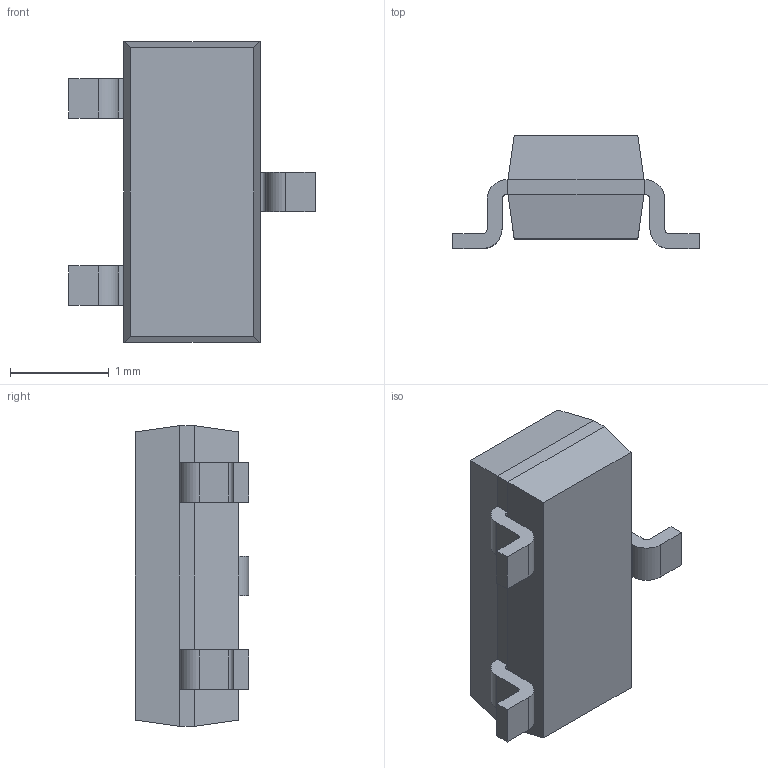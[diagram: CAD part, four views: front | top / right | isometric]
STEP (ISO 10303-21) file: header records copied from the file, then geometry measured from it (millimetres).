
FILE_DESCRIPTION (( 'STEP AP214' ), '1' );
FILE_NAME ('BC807.STEP', '2024-09-20T07:46:00', ( 'LENOVO' ), ( '' ), 'SwSTEP 2.0', 'SolidWorks 2021', '' );
FILE_SCHEMA (( 'AUTOMOTIVE_DESIGN' ));
Length unit declared in the file: millimetre
Products named in the file (1): BC807
Bounding box: 2.5 x 1.15 x 3.05 mm (x, y, z)
Volume: 4.4 mm3; surface area: 20.1 mm2
Topology: 4 solids, 4 shells, 56 faces, 136 edges, 88 vertices
Faces by surface type: plane 44, cylinder 12
Entity records: 1681 total; most frequent: CARTESIAN_POINT 281, DIRECTION 274, ORIENTED_EDGE 272, EDGE_CURVE 136, LINE 112, VECTOR 112, VERTEX_POINT 88, AXIS2_PLACEMENT_3D 81
